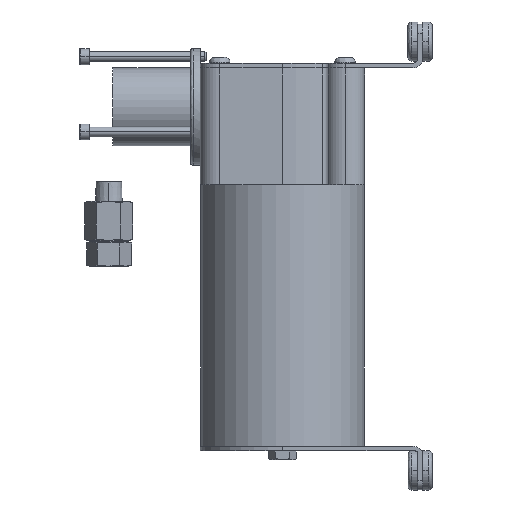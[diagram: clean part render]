
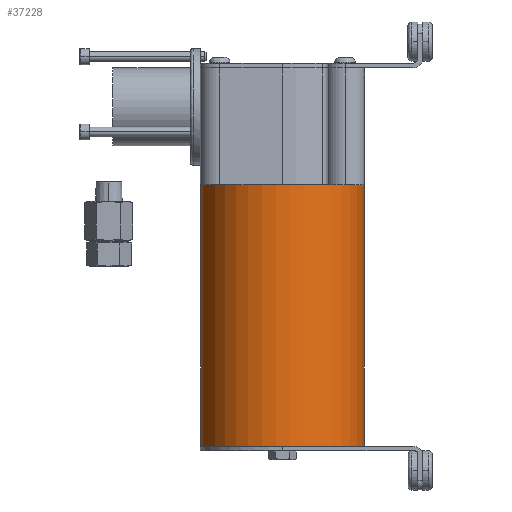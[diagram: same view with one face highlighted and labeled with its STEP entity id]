
A CAD part, left-side view. The second image highlights one B-rep face of the part: STEP entity #37228.
In plain terms, the highlighted cylindrical face has radius 26.797 mm (diameter 53.594 mm), a partial arc.
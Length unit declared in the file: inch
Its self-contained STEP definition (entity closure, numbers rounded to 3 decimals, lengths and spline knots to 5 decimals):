
#3391 = CARTESIAN_POINT ( 'NONE',  ( 0., -0.055, 0. ) ) ;
#5175 = AXIS2_PLACEMENT_3D ( 'NONE', #3391, #7656, #53752 ) ;
#5209 = DIRECTION ( 'NONE',  ( 0., 0., -1. ) ) ;
#5585 = VERTEX_POINT ( 'NONE', #50422 ) ;
#6915 = VECTOR ( 'NONE', #16035, 39.37008 ) ;
#7316 = CARTESIAN_POINT ( 'NONE',  ( 1.055, -0.055, 0. ) ) ;
#7656 = DIRECTION ( 'NONE',  ( 0., 0., 1. ) ) ;
#8605 = VERTEX_POINT ( 'NONE', #31047 ) ;
#14858 = LINE ( 'NONE', #20036, #46960 ) ;
#16035 = DIRECTION ( 'NONE',  ( 0., 0., 1. ) ) ;
#16802 = CYLINDRICAL_SURFACE ( 'NONE', #5175, 1.055 ) ;
#17541 = VERTEX_POINT ( 'NONE', #7316 ) ;
#18086 = LINE ( 'NONE', #41173, #6915 ) ;
#18269 = EDGE_CURVE ( 'NONE', #48928, #8605, #54206, .T. ) ;
#18881 = CIRCLE ( 'NONE', #53448, 1.055 ) ;
#20036 = CARTESIAN_POINT ( 'NONE',  ( -1.055, -0.055, 0. ) ) ;
#20867 = ORIENTED_EDGE ( 'NONE', *, *, #26731, .F. ) ;
#24748 = AXIS2_PLACEMENT_3D ( 'NONE', #30303, #5209, #34544 ) ;
#24911 = DIRECTION ( 'NONE',  ( 0., 0., 1. ) ) ;
#25874 = EDGE_CURVE ( 'NONE', #5585, #17541, #18881, .T. ) ;
#26731 = EDGE_CURVE ( 'NONE', #5585, #8605, #14858, .T. ) ;
#30303 = CARTESIAN_POINT ( 'NONE',  ( 0., -0.055, 3.358 ) ) ;
#31047 = CARTESIAN_POINT ( 'NONE',  ( -1.055, -0.055, 3.358 ) ) ;
#32249 = DIRECTION ( 'NONE',  ( 0., 0., 1. ) ) ;
#34544 = DIRECTION ( 'NONE',  ( 1., 0., 0. ) ) ;
#36403 = CARTESIAN_POINT ( 'NONE',  ( 1.055, -0.055, 3.358 ) ) ;
#36956 = ORIENTED_EDGE ( 'NONE', *, *, #25874, .T. ) ;
#37228 = ADVANCED_FACE ( 'NONE', ( #44368 ), #16802, .T. ) ;
#41173 = CARTESIAN_POINT ( 'NONE',  ( 1.055, -0.055, 0. ) ) ;
#42717 = EDGE_CURVE ( 'NONE', #17541, #48928, #18086, .T. ) ;
#44368 = FACE_OUTER_BOUND ( 'NONE', #54291, .T. ) ;
#46201 = ORIENTED_EDGE ( 'NONE', *, *, #18269, .T. ) ;
#46960 = VECTOR ( 'NONE', #32249, 39.37008 ) ;
#48928 = VERTEX_POINT ( 'NONE', #36403 ) ;
#49960 = CARTESIAN_POINT ( 'NONE',  ( 0., -0.055, 0. ) ) ;
#50422 = CARTESIAN_POINT ( 'NONE',  ( -1.055, -0.055, 0. ) ) ;
#52855 = ORIENTED_EDGE ( 'NONE', *, *, #42717, .T. ) ;
#53448 = AXIS2_PLACEMENT_3D ( 'NONE', #49960, #24911, #54135 ) ;
#53752 = DIRECTION ( 'NONE',  ( 1., 0., 0. ) ) ;
#54135 = DIRECTION ( 'NONE',  ( 1., 0., 0. ) ) ;
#54206 = CIRCLE ( 'NONE', #24748, 1.055 ) ;
#54291 = EDGE_LOOP ( 'NONE', ( #20867, #36956, #52855, #46201 ) ) ;
